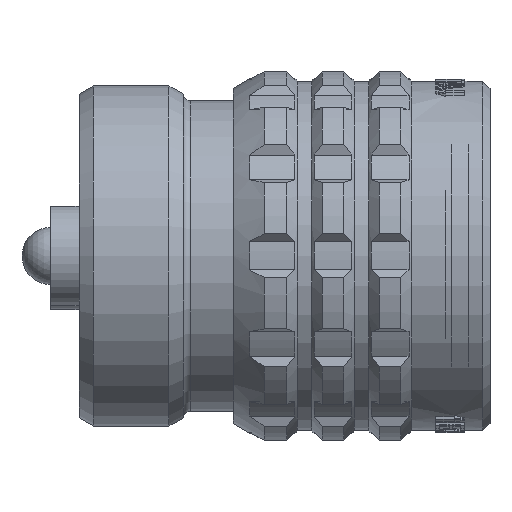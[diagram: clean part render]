
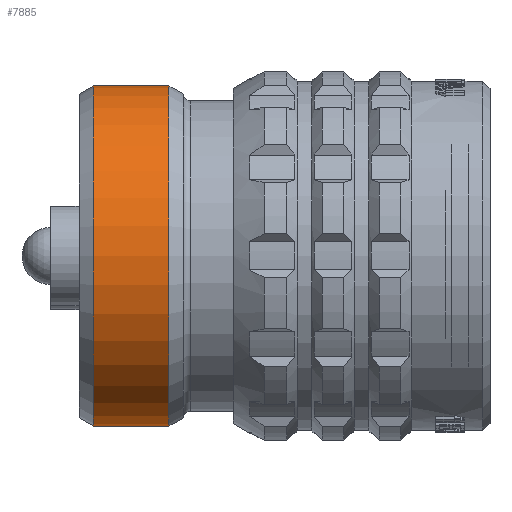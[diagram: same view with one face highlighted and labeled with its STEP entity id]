
A CAD part, top view. The second image highlights one B-rep face of the part: STEP entity #7885.
In plain terms, the highlighted cylindrical face has radius 11.925 mm (diameter 23.85 mm), a partial arc.
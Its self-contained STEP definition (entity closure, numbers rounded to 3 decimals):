
#1919=CARTESIAN_POINT('',(1.,0.,0.));
#1920=DIRECTION('',(-1.,0.,0.));
#1921=DIRECTION('',(0.,-1.,0.));
#1922=AXIS2_PLACEMENT_3D('',#1919,#1920,#1921);
#1933=DIRECTION('',(1.,0.,0.));
#1934=VECTOR('',#1933,5.3);
#1935=CARTESIAN_POINT('',(1.,11.925,0.));
#1936=LINE('5799',#1935,#1934);
#1937=DIRECTION('',(-1.,0.,0.));
#1938=VECTOR('',#1937,5.3);
#1939=CARTESIAN_POINT('',(6.3,-11.925,0.));
#1940=LINE('5801',#1939,#1938);
#1954=CARTESIAN_POINT('',(6.3,0.,0.));
#1955=DIRECTION('',(1.,0.,0.));
#1956=DIRECTION('',(0.,1.,0.));
#1957=AXIS2_PLACEMENT_3D('',#1954,#1955,#1956);
#3652=CARTESIAN_POINT('',(1.,11.925,0.));
#3653=VERTEX_POINT('',#3652);
#3654=CARTESIAN_POINT('',(1.,-11.925,0.));
#3655=VERTEX_POINT('',#3654);
#3656=CARTESIAN_POINT('',(6.3,11.925,0.));
#3657=VERTEX_POINT('',#3656);
#3658=CARTESIAN_POINT('',(6.3,-11.925,0.));
#3659=VERTEX_POINT('',#3658);
#7874=CARTESIAN_POINT('',(-1.44,0.,0.));
#7875=DIRECTION('',(1.,0.,0.));
#7876=DIRECTION('',(0.,-1.,0.));
#7877=AXIS2_PLACEMENT_3D('',#7874,#7875,#7876);
#7878=CYLINDRICAL_SURFACE('7433',#7877,11.925);
#7879=ORIENTED_EDGE('5798',*,*,#7377,.T.);
#7880=ORIENTED_EDGE('5799',*,*,#7418,.T.);
#7881=ORIENTED_EDGE('5800',*,*,#7464,.T.);
#7882=ORIENTED_EDGE('5801',*,*,#7421,.T.);
#7883=EDGE_LOOP('7433',(#7879,#7880,#7881,#7882));
#7884=FACE_OUTER_BOUND('7433',#7883,.F.);
#1923=CIRCLE('5798',#1922,11.925);
#1958=CIRCLE('5800',#1957,11.925);
#7377=EDGE_CURVE('5798',#3655,#3653,#1923,.T.);
#7418=EDGE_CURVE('5799',#3653,#3657,#1936,.T.);
#7421=EDGE_CURVE('5801',#3659,#3655,#1940,.T.);
#7464=EDGE_CURVE('5800',#3657,#3659,#1958,.T.);
#7885=ADVANCED_FACE('7433',(#7884),#7878,.T.);
